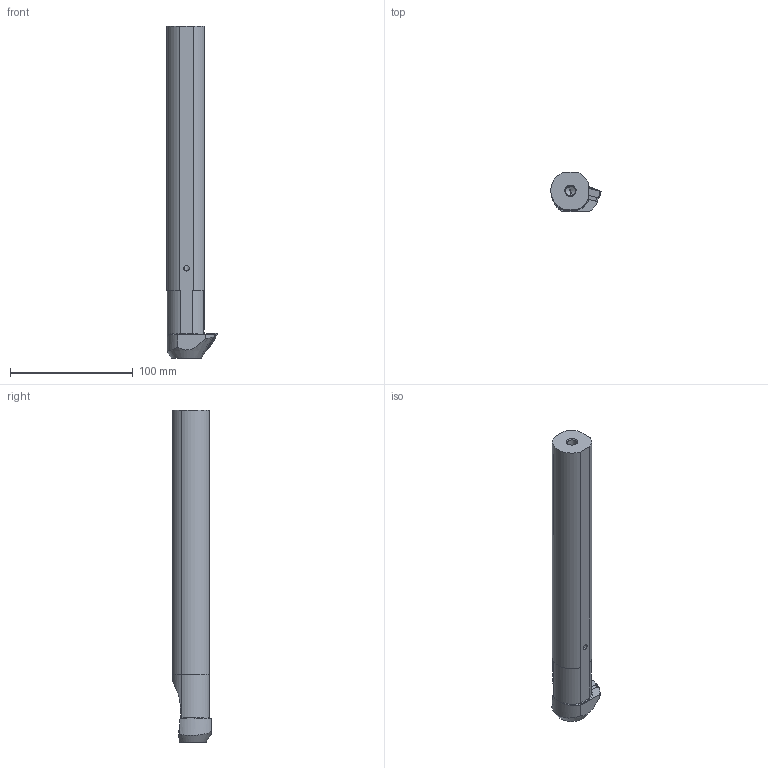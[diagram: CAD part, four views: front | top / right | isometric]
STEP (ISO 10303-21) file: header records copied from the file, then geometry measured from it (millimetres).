
FILE_DESCRIPTION(('CATIA V5 STEP','CAx-IF Rec.Pracs.--- Model Styling and Organization---1.2---2011-12-15'),'2;1');
FILE_NAME('6121378-A32SHDZNL1305_STPL.stp','2015-05-13T09:38:53+00:00',('none'),('none'),'CATIA Version 5 Release 21 SP 5 (IN-10)','CATIA V5 STEP AP214','none');
FILE_SCHEMA(('AUTOMOTIVE_DESIGN { 1 0 10303 214 1 1 1 1 }'));
Length unit declared in the file: millimetre
Products named in the file (1): A32S HDZNL 1305
Bounding box: 40.98 x 31.5 x 270 mm (x, y, z)
Volume: 190936.1 mm3; surface area: 34159 mm2
Topology: 2 solids, 2 shells, 104 faces, 277 edges, 176 vertices
Faces by surface type: plane 38, cylinder 33, bspline 16, cone 12, torus 5
Entity records: 3671 total; most frequent: CARTESIAN_POINT 1393, ORIENTED_EDGE 526, DIRECTION 310, EDGE_CURVE 263, VERTEX_POINT 163, AXIS2_PLACEMENT_3D 127, VECTOR 122, LINE 122
